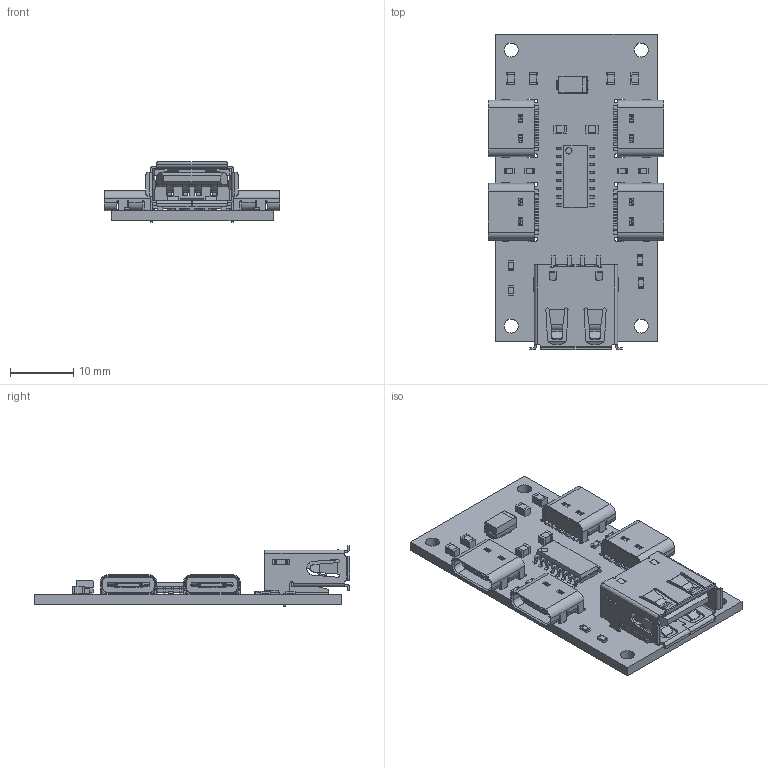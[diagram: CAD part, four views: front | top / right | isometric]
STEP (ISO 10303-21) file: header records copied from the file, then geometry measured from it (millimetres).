
FILE_DESCRIPTION(('KiCad electronic assembly'),'2;1');
FILE_NAME('PCB.step','2025-06-25T12:29:07',('Pcbnew'),('Kicad'), 'Open CASCADE STEP processor 7.8','KiCad to STEP converter','Unknown' );
FILE_SCHEMA(('AUTOMOTIVE_DESIGN { 1 0 10303 214 1 1 1 1 }'));
Length unit declared in the file: millimetre
Products named in the file (14): PCB 1; R_0603_1608Metric; USB Type C Port (SMD Type); C_0805_2012Metric; SL2.1A; USB1046-GF-0190-L-B-B; D_SMA; usbhub_PCB
Assembly tree (28 placements, depth 3):
  PCB 1
    R_0603_1608Metric  x8
      R_0603_1608Metric
    USB Type C Port (SMD Type)  x4
      USB Type C Port (SMD Type)
    C_0805_2012Metric  x6
      C_0805_2012Metric
    SL2.1A
      SL2.1A
    USB1046-GF-0190-L-B-B
      USB1046-GF-0190-L-B-B
    D_SMA
      D_SMA
    usbhub_PCB
Bounding box: 27.6 x 49.75 x 9.55 mm (x, y, z)
Volume: 3032.9 mm3; surface area: 7358.4 mm2
Topology: 136 solids, 136 shells, 3223 faces, 8393 edges, 5390 vertices
Faces by surface type: plane 2129, cylinder 930, bspline 50, torus 48, cone 34, sphere 32
Full cylindrical faces by diameter (mm): 0.65 x8, 2.2 x4
Entity records: 56385 total; most frequent: CARTESIAN_POINT 10521, ORIENTED_EDGE 9188, DIRECTION 8910, EDGE_CURVE 4594, LINE 3430, VECTOR 3430, VERTEX_POINT 2970, AXIS2_PLACEMENT_3D 2740
